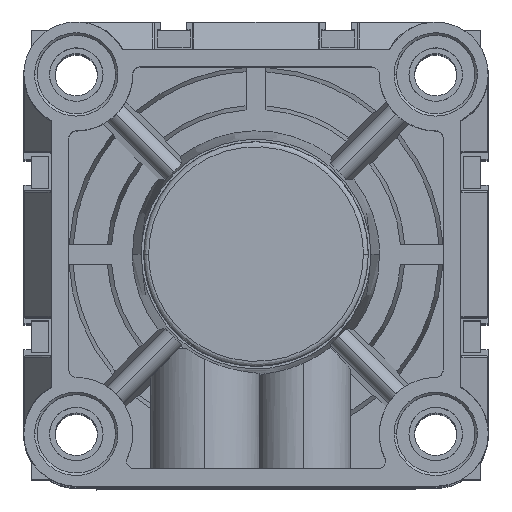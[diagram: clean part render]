
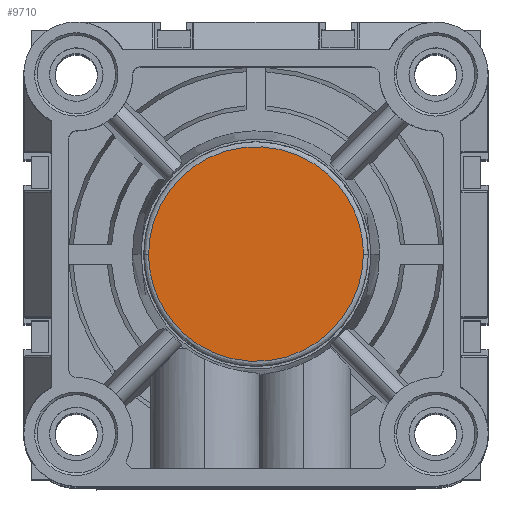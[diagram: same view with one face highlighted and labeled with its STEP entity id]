
A CAD part, top view. The second image highlights one B-rep face of the part: STEP entity #9710.
In plain terms, the highlighted planar face has unit normal (0, 0, 1).
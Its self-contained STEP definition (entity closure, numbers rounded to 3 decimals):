
#421 = EDGE_CURVE ( 'NONE', #11967, #22813, #23171, .T. ) ;
#568 = CARTESIAN_POINT ( 'NONE',  ( 19.242, 19.242, 40. ) ) ;
#1686 = ORIENTED_EDGE ( 'NONE', *, *, #2830, .F. ) ;
#2012 = EDGE_LOOP ( 'NONE', ( #1686, #16773 ) ) ;
#2830 = EDGE_CURVE ( 'NONE', #22813, #11967, #33449, .T. ) ;
#8022 = DIRECTION ( 'NONE',  ( 0., 0., 1. ) ) ;
#9710 = ADVANCED_FACE ( 'NONE', ( #10183 ), #30170, .T. ) ;
#10183 = FACE_OUTER_BOUND ( 'NONE', #2012, .T. ) ;
#11967 = VERTEX_POINT ( 'NONE', #22635 ) ;
#14567 = CARTESIAN_POINT ( 'NONE',  ( 62.5, 84., 40. ) ) ;
#16773 = ORIENTED_EDGE ( 'NONE', *, *, #421, .F. ) ;
#21866 = CARTESIAN_POINT ( 'NONE',  ( 19.5, 84., 40. ) ) ;
#22635 = CARTESIAN_POINT ( 'NONE',  ( 62.5, 41., 40. ) ) ;
#22813 = VERTEX_POINT ( 'NONE', #32888 ) ;
#23171 =( BOUNDED_CURVE ( )  B_SPLINE_CURVE ( 3, ( #31826, #31507, #46126, #39038 ),
 .UNSPECIFIED., .F., .T. ) 
 B_SPLINE_CURVE_WITH_KNOTS ( ( 4, 4 ),
 ( 0., 1. ),
 .UNSPECIFIED. ) 
 CURVE ( )  GEOMETRIC_REPRESENTATION_ITEM ( )  RATIONAL_B_SPLINE_CURVE ( ( 0.957, 0.319, 0.319, 0.957 ) ) 
 REPRESENTATION_ITEM ( '' )  );
#28189 = AXIS2_PLACEMENT_3D ( 'NONE', #568, #8022, #33856 ) ;
#30170 = PLANE ( 'NONE',  #28189 ) ;
#31507 = CARTESIAN_POINT ( 'NONE',  ( 62.5, -2., 40. ) ) ;
#31826 = CARTESIAN_POINT ( 'NONE',  ( 62.5, 41., 40. ) ) ;
#32888 = CARTESIAN_POINT ( 'NONE',  ( 19.5, 41., 40. ) ) ;
#32956 = CARTESIAN_POINT ( 'NONE',  ( 19.5, 41., 40. ) ) ;
#33449 =( BOUNDED_CURVE ( )  B_SPLINE_CURVE ( 3, ( #32956, #21866, #14567, #40331 ),
 .UNSPECIFIED., .F., .F. ) 
 B_SPLINE_CURVE_WITH_KNOTS ( ( 4, 4 ),
 ( 0., 1. ),
 .UNSPECIFIED. ) 
 CURVE ( )  GEOMETRIC_REPRESENTATION_ITEM ( )  RATIONAL_B_SPLINE_CURVE ( ( 0.957, 0.319, 0.319, 0.957 ) ) 
 REPRESENTATION_ITEM ( '' )  );
#33856 = DIRECTION ( 'NONE',  ( 1., 0., 0. ) ) ;
#39038 = CARTESIAN_POINT ( 'NONE',  ( 19.5, 41., 40. ) ) ;
#40331 = CARTESIAN_POINT ( 'NONE',  ( 62.5, 41., 40. ) ) ;
#46126 = CARTESIAN_POINT ( 'NONE',  ( 19.5, -2., 40. ) ) ;
